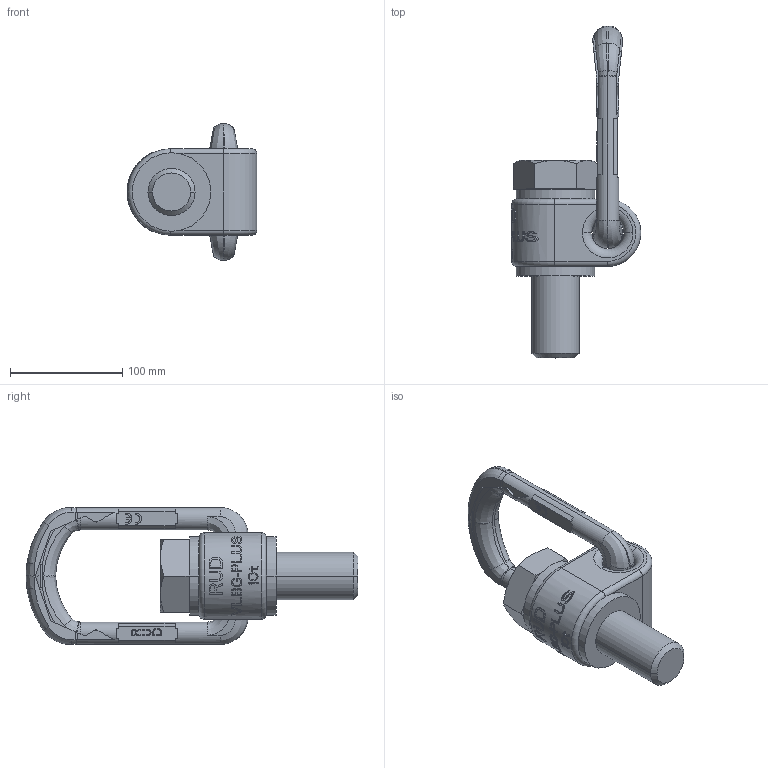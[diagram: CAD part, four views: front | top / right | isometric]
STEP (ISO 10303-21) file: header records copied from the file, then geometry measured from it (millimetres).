
FILE_DESCRIPTION((''),'2;1');
FILE_NAME('001-M31222-P-30_ASM','2019-02-06T',('anja.joas'),(''),'PRO/ENGINEER BY PARAMETRIC TECHNOLOGY CORPORATION, 2011490','PRO/ENGINEER BY PARAMETRIC TECHNOLOGY CORPORATION, 2011490','');
FILE_SCHEMA(('CONFIG_CONTROL_DESIGN'));
Length unit declared in the file: millimetre
Products named in the file (4): 001-M31222-P-10; 001-M31221-P-20; 001-M31125-P-10; 001-M31222-P-30_ASM
Assembly tree (3 placements, depth 2):
  001-M31222-P-30_ASM
    001-M31222-P-10
    001-M31221-P-20
    001-M31125-P-10
Bounding box: 115.5 x 295.75 x 122 mm (x, y, z)
Volume: 866499.9 mm3; surface area: 126144.7 mm2
Topology: 3 solids, 3 shells, 881 faces, 2397 edges, 1568 vertices
Faces by surface type: plane 693, cylinder 90, bspline 72, torus 14, cone 12
Entity records: 32976 total; most frequent: CARTESIAN_POINT 12056, ORIENTED_EDGE 4794, DIRECTION 3611, EDGE_CURVE 2397, VERTEX_POINT 1568, VECTOR 1391, LINE 1391, AXIS2_PLACEMENT_3D 1110
